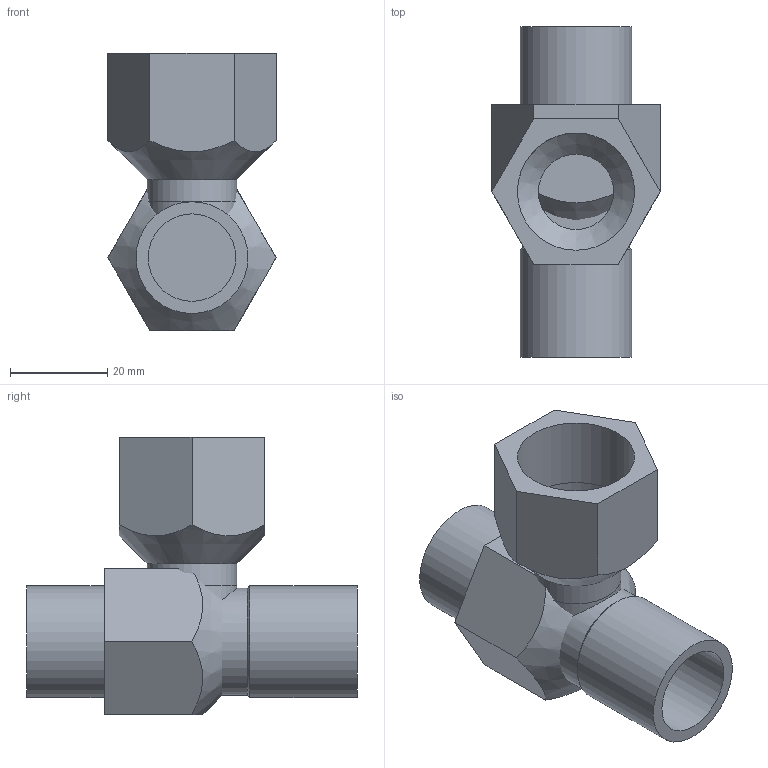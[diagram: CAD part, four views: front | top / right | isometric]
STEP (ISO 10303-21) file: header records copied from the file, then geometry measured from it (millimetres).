
FILE_DESCRIPTION( ( 'Unknown' ), '1' );
FILE_NAME( 'F12R3-4DN18.stp', 'Unknown', ( 'Unknown' ), ( 'Unknown' ), 'PSStep 14.0', 'Unknown', ' ' );
FILE_SCHEMA( ( 'AUTOMOTIVE_DESIGN { 1 0 10303 214 1 1 1 1 }' ) );
Length unit declared in the file: millimetre
Products named in the file (3): Assem1; TDN18-18; ROSCAH3-4_18,5GEN
Bounding box: 34.64 x 68 x 57 mm (x, y, z)
Volume: 52526.4 mm3; surface area: 27274.2 mm2
Topology: 4 solids, 4 shells, 54 faces, 120 edges, 78 vertices
Faces by surface type: plane 26, cylinder 20, cone 8
Full cylindrical faces by diameter (mm): 15.5 x2, 18 x4, 18.5 x4, 22 x2, 23 x4, 24.117 x4
Entity records: 1018 total; most frequent: CARTESIAN_POINT 267, DIRECTION 108, ORIENTED_EDGE 74, AXIS2_PLACEMENT_3D 48, EDGE_LOOP 46, FACE_OUTER_BOUND 37, EDGE_CURVE 37, VERTEX_POINT 31
